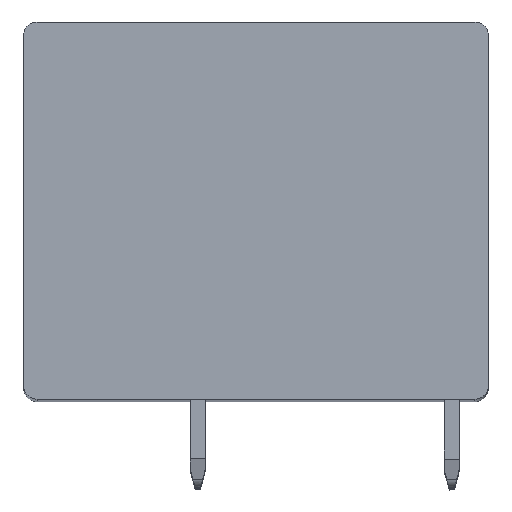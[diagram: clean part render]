
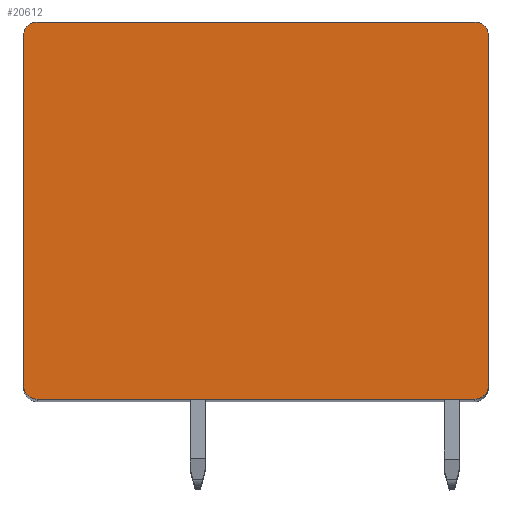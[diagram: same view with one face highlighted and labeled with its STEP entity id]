
A CAD part, top view. The second image highlights one B-rep face of the part: STEP entity #20612.
In plain terms, the highlighted planar face has unit normal (0, 0, 1).
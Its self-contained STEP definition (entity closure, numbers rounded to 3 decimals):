
#7971=CARTESIAN_POINT('',(-11.375,9.1,73.05));
#7972=DIRECTION('',(0.,0.,1.));
#7973=DIRECTION('',(0.,1.,0.));
#7974=AXIS2_PLACEMENT_3D('',#7971,#7972,#7973);
#7976=DIRECTION('',(-1.,0.,0.));
#7977=VECTOR('',#7976,22.75);
#7978=CARTESIAN_POINT('',(11.375,9.8,73.05));
#7979=LINE('',#7978,#7977);
#7980=CARTESIAN_POINT('',(11.375,9.1,73.05));
#7981=DIRECTION('',(0.,0.,1.));
#7982=DIRECTION('',(1.,0.,0.));
#7983=AXIS2_PLACEMENT_3D('',#7980,#7981,#7982);
#7985=DIRECTION('',(0.,1.,0.));
#7986=VECTOR('',#7985,18.2);
#7987=CARTESIAN_POINT('',(12.075,-9.1,73.05));
#7988=LINE('',#7987,#7986);
#7989=CARTESIAN_POINT('',(11.375,-9.1,73.05));
#7990=DIRECTION('',(0.,0.,1.));
#7991=DIRECTION('',(0.,-1.,0.));
#7992=AXIS2_PLACEMENT_3D('',#7989,#7990,#7991);
#7994=DIRECTION('',(1.,0.,0.));
#7995=VECTOR('',#7994,22.75);
#7996=CARTESIAN_POINT('',(-11.375,-9.8,73.05));
#7997=LINE('',#7996,#7995);
#7998=CARTESIAN_POINT('',(-11.375,-9.1,73.05));
#7999=DIRECTION('',(0.,0.,1.));
#8000=DIRECTION('',(-1.,0.,0.));
#8001=AXIS2_PLACEMENT_3D('',#7998,#7999,#8000);
#8003=DIRECTION('',(0.,-1.,0.));
#8004=VECTOR('',#8003,18.2);
#8005=CARTESIAN_POINT('',(-12.075,9.1,73.05));
#8006=LINE('',#8005,#8004);
#8224=CARTESIAN_POINT('',(-11.375,9.8,73.05));
#8225=CARTESIAN_POINT('',(-12.075,9.1,73.05));
#8226=VERTEX_POINT('',#8224);
#8227=VERTEX_POINT('',#8225);
#8232=CARTESIAN_POINT('',(12.075,9.1,73.05));
#8233=VERTEX_POINT('',#8232);
#8234=CARTESIAN_POINT('',(11.375,9.8,73.05));
#8235=VERTEX_POINT('',#8234);
#8240=CARTESIAN_POINT('',(11.375,-9.8,73.05));
#8241=VERTEX_POINT('',#8240);
#8242=CARTESIAN_POINT('',(12.075,-9.1,73.05));
#8243=VERTEX_POINT('',#8242);
#8248=CARTESIAN_POINT('',(-12.075,-9.1,73.05));
#8249=VERTEX_POINT('',#8248);
#8250=CARTESIAN_POINT('',(-11.375,-9.8,73.05));
#8251=VERTEX_POINT('',#8250);
#20597=CARTESIAN_POINT('',(0.,0.,73.05));
#20598=DIRECTION('',(0.,0.,1.));
#20599=DIRECTION('',(1.,0.,0.));
#20600=AXIS2_PLACEMENT_3D('',#20597,#20598,#20599);
#20601=PLANE('',#20600);
#20602=ORIENTED_EDGE('',*,*,#10131,.F.);
#20603=ORIENTED_EDGE('',*,*,#10733,.F.);
#20604=ORIENTED_EDGE('',*,*,#12730,.F.);
#20605=ORIENTED_EDGE('',*,*,#12745,.F.);
#20606=ORIENTED_EDGE('',*,*,#12758,.F.);
#20607=ORIENTED_EDGE('',*,*,#12773,.F.);
#20608=ORIENTED_EDGE('',*,*,#14246,.F.);
#20609=ORIENTED_EDGE('',*,*,#14258,.F.);
#20610=EDGE_LOOP('',(#20602,#20603,#20604,#20605,#20606,#20607,#20608,#20609));
#20611=FACE_OUTER_BOUND('',#20610,.F.);
#7975=CIRCLE('',#7974,0.7);
#7984=CIRCLE('',#7983,0.7);
#7993=CIRCLE('',#7992,0.7);
#8002=CIRCLE('',#8001,0.7);
#10131=EDGE_CURVE('',#8226,#8227,#7975,.T.);
#10733=EDGE_CURVE('',#8235,#8226,#7979,.T.);
#12730=EDGE_CURVE('',#8233,#8235,#7984,.T.);
#12745=EDGE_CURVE('',#8243,#8233,#7988,.T.);
#12758=EDGE_CURVE('',#8241,#8243,#7993,.T.);
#12773=EDGE_CURVE('',#8251,#8241,#7997,.T.);
#14246=EDGE_CURVE('',#8249,#8251,#8002,.T.);
#14258=EDGE_CURVE('',#8227,#8249,#8006,.T.);
#20612=ADVANCED_FACE('',(#20611),#20601,.T.);
